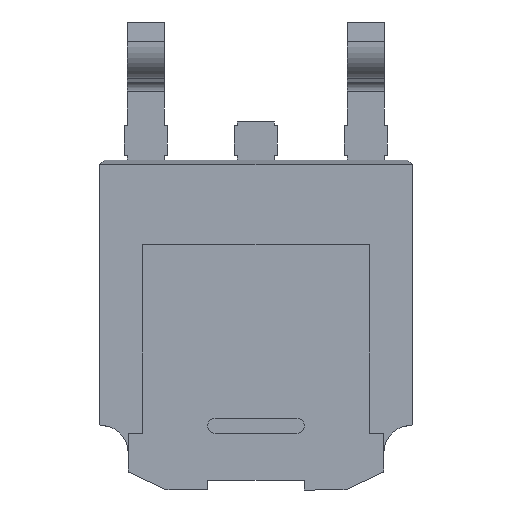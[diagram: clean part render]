
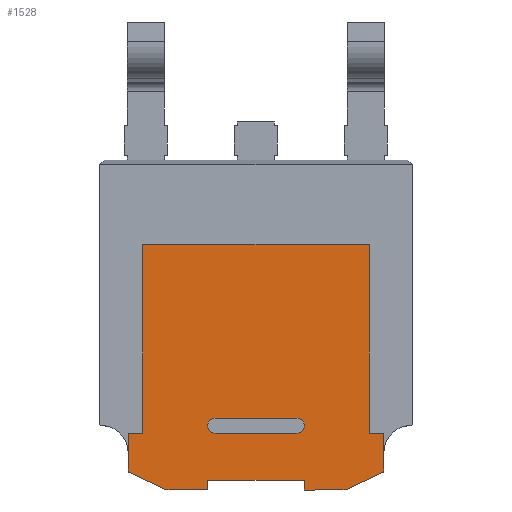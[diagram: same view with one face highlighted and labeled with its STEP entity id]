
A CAD part, front view. The second image highlights one B-rep face of the part: STEP entity #1528.
In plain terms, the highlighted planar face has unit normal (0, -1, 0).
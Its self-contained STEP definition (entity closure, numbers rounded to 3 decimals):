
#39 = ORIENTED_EDGE ( 'NONE', *, *, #810, .F. ) ;
#56 = LINE ( 'NONE', #3661, #2498 ) ;
#74 = CARTESIAN_POINT ( 'NONE',  ( -2.65, 0., -2.623 ) ) ;
#82 = EDGE_CURVE ( 'NONE', #3050, #2670, #425, .T. ) ;
#83 = EDGE_LOOP ( 'NONE', ( #931, #483, #2480, #342 ) ) ;
#90 = LINE ( 'NONE', #2492, #3225 ) ;
#106 = DIRECTION ( 'NONE',  ( 0., 0., -1. ) ) ;
#134 = LINE ( 'NONE', #3367, #1459 ) ;
#142 = EDGE_CURVE ( 'NONE', #896, #824, #562, .T. ) ;
#147 = DIRECTION ( 'NONE',  ( -0.906, 0., -0.423 ) ) ;
#150 = DIRECTION ( 'NONE',  ( -1., 0., 0. ) ) ;
#196 = CARTESIAN_POINT ( 'NONE',  ( 0.848, 0., -2.308 ) ) ;
#210 = CARTESIAN_POINT ( 'NONE',  ( -1., 0., -3.801 ) ) ;
#216 = CIRCLE ( 'NONE', #2348, 0.158 ) ;
#312 = CARTESIAN_POINT ( 'NONE',  ( 2.35, 0., -2.623 ) ) ;
#342 = ORIENTED_EDGE ( 'NONE', *, *, #840, .T. ) ;
#370 = ORIENTED_EDGE ( 'NONE', *, *, #2327, .F. ) ;
#405 = VECTOR ( 'NONE', #3164, 1000. ) ;
#425 = LINE ( 'NONE', #1374, #2755 ) ;
#474 = DIRECTION ( 'NONE',  ( 0., 0., 1. ) ) ;
#480 = VERTEX_POINT ( 'NONE', #584 ) ;
#483 = ORIENTED_EDGE ( 'NONE', *, *, #1743, .T. ) ;
#491 = VERTEX_POINT ( 'NONE', #2138 ) ;
#511 = CARTESIAN_POINT ( 'NONE',  ( 2.65, 0., -3.428 ) ) ;
#518 = DIRECTION ( 'NONE',  ( 1., 0., 0. ) ) ;
#541 = CARTESIAN_POINT ( 'NONE',  ( -0.848, 0., -2.623 ) ) ;
#549 = FACE_OUTER_BOUND ( 'NONE', #2473, .T. ) ;
#562 = CIRCLE ( 'NONE', #2313, 0.158 ) ;
#571 = DIRECTION ( 'NONE',  ( 1., 0., 0. ) ) ;
#575 = CARTESIAN_POINT ( 'NONE',  ( 0., 0., 0. ) ) ;
#584 = CARTESIAN_POINT ( 'NONE',  ( 1.85, 0., -3.801 ) ) ;
#598 = CARTESIAN_POINT ( 'NONE',  ( 0.848, 0., -2.466 ) ) ;
#608 = VECTOR ( 'NONE', #1673, 1000. ) ;
#616 = DIRECTION ( 'NONE',  ( -1., 0., 0. ) ) ;
#644 = DIRECTION ( 'NONE',  ( 0., 1., 0. ) ) ;
#649 = CARTESIAN_POINT ( 'NONE',  ( -2.65, 0., -3.428 ) ) ;
#656 = VECTOR ( 'NONE', #2354, 1000. ) ;
#658 = LINE ( 'NONE', #2832, #2049 ) ;
#670 = VERTEX_POINT ( 'NONE', #2668 ) ;
#700 = VECTOR ( 'NONE', #571, 1000. ) ;
#747 = LINE ( 'NONE', #1919, #608 ) ;
#770 = CARTESIAN_POINT ( 'NONE',  ( -1.85, 0., -3.801 ) ) ;
#775 = EDGE_CURVE ( 'NONE', #3701, #3050, #658, .T. ) ;
#808 = VERTEX_POINT ( 'NONE', #210 ) ;
#810 = EDGE_CURVE ( 'NONE', #3370, #491, #747, .T. ) ;
#824 = VERTEX_POINT ( 'NONE', #1932 ) ;
#837 = CARTESIAN_POINT ( 'NONE',  ( -0.848, 0., -2.308 ) ) ;
#840 = EDGE_CURVE ( 'NONE', #3352, #896, #2376, .T. ) ;
#886 = ORIENTED_EDGE ( 'NONE', *, *, #2515, .F. ) ;
#896 = VERTEX_POINT ( 'NONE', #2569 ) ;
#931 = ORIENTED_EDGE ( 'NONE', *, *, #142, .T. ) ;
#1062 = CARTESIAN_POINT ( 'NONE',  ( -2.35, 0., -2.623 ) ) ;
#1097 = EDGE_CURVE ( 'NONE', #480, #2029, #134, .T. ) ;
#1156 = CARTESIAN_POINT ( 'NONE',  ( -1., 0., -3.601 ) ) ;
#1190 = VERTEX_POINT ( 'NONE', #1965 ) ;
#1304 = VECTOR ( 'NONE', #3258, 1000. ) ;
#1333 = EDGE_CURVE ( 'NONE', #2670, #480, #3729, .T. ) ;
#1337 = ORIENTED_EDGE ( 'NONE', *, *, #2789, .F. ) ;
#1374 = CARTESIAN_POINT ( 'NONE',  ( 2.65, 0., -3.428 ) ) ;
#1459 = VECTOR ( 'NONE', #150, 1000. ) ;
#1513 = ORIENTED_EDGE ( 'NONE', *, *, #82, .F. ) ;
#1528 = ADVANCED_FACE ( 'NONE', ( #3724, #549 ), #2308, .F. ) ;
#1550 = EDGE_CURVE ( 'NONE', #3334, #3352, #216, .T. ) ;
#1554 = CARTESIAN_POINT ( 'NONE',  ( -2.65, 0., -3.428 ) ) ;
#1577 = VECTOR ( 'NONE', #1784, 1000. ) ;
#1640 = ORIENTED_EDGE ( 'NONE', *, *, #3235, .F. ) ;
#1660 = DIRECTION ( 'NONE',  ( -1., 0., 0. ) ) ;
#1673 = DIRECTION ( 'NONE',  ( 0., 0., 1. ) ) ;
#1689 = CARTESIAN_POINT ( 'NONE',  ( 2.65, 0., -2.623 ) ) ;
#1708 = LINE ( 'NONE', #649, #1304 ) ;
#1743 = EDGE_CURVE ( 'NONE', #824, #3334, #56, .T. ) ;
#1784 = DIRECTION ( 'NONE',  ( 0., 0., 1. ) ) ;
#1808 = CARTESIAN_POINT ( 'NONE',  ( -2.65, 0., -2.623 ) ) ;
#1823 = EDGE_CURVE ( 'NONE', #670, #3701, #1990, .T. ) ;
#1875 = VERTEX_POINT ( 'NONE', #3575 ) ;
#1919 = CARTESIAN_POINT ( 'NONE',  ( -2.35, 0., 1.299 ) ) ;
#1932 = CARTESIAN_POINT ( 'NONE',  ( 0.848, 0., -2.623 ) ) ;
#1965 = CARTESIAN_POINT ( 'NONE',  ( -1., 0., -3.601 ) ) ;
#1968 = ORIENTED_EDGE ( 'NONE', *, *, #2207, .F. ) ;
#1990 = LINE ( 'NONE', #312, #656 ) ;
#1998 = CARTESIAN_POINT ( 'NONE',  ( 1., 0., -3.801 ) ) ;
#2010 = ORIENTED_EDGE ( 'NONE', *, *, #1097, .F. ) ;
#2029 = VERTEX_POINT ( 'NONE', #1998 ) ;
#2030 = DIRECTION ( 'NONE',  ( 0., 0., 1. ) ) ;
#2049 = VECTOR ( 'NONE', #518, 1000. ) ;
#2075 = DIRECTION ( 'NONE',  ( 0., 0., 1. ) ) ;
#2138 = CARTESIAN_POINT ( 'NONE',  ( -2.35, 0., 1.299 ) ) ;
#2150 = ORIENTED_EDGE ( 'NONE', *, *, #1823, .F. ) ;
#2163 = VERTEX_POINT ( 'NONE', #74 ) ;
#2169 = EDGE_CURVE ( 'NONE', #2448, #2163, #2539, .T. ) ;
#2207 = EDGE_CURVE ( 'NONE', #2575, #2448, #1708, .T. ) ;
#2211 = CARTESIAN_POINT ( 'NONE',  ( 1.85, 0., -3.801 ) ) ;
#2221 = AXIS2_PLACEMENT_3D ( 'NONE', #575, #2873, #3451 ) ;
#2245 = DIRECTION ( 'NONE',  ( 1., 0., 0. ) ) ;
#2294 = CARTESIAN_POINT ( 'NONE',  ( 2.35, 0., 1.299 ) ) ;
#2308 = PLANE ( 'NONE',  #2221 ) ;
#2313 = AXIS2_PLACEMENT_3D ( 'NONE', #598, #3208, #2030 ) ;
#2323 = LINE ( 'NONE', #2294, #700 ) ;
#2327 = EDGE_CURVE ( 'NONE', #1875, #1190, #2408, .T. ) ;
#2348 = AXIS2_PLACEMENT_3D ( 'NONE', #2359, #644, #2075 ) ;
#2354 = DIRECTION ( 'NONE',  ( 0., 0., -1. ) ) ;
#2359 = CARTESIAN_POINT ( 'NONE',  ( -0.848, 0., -2.466 ) ) ;
#2376 = LINE ( 'NONE', #196, #2464 ) ;
#2406 = DIRECTION ( 'NONE',  ( -1., 0., 0. ) ) ;
#2408 = LINE ( 'NONE', #1156, #3095 ) ;
#2448 = VERTEX_POINT ( 'NONE', #1554 ) ;
#2450 = ORIENTED_EDGE ( 'NONE', *, *, #3256, .F. ) ;
#2455 = EDGE_CURVE ( 'NONE', #1190, #808, #2582, .T. ) ;
#2464 = VECTOR ( 'NONE', #2245, 1000. ) ;
#2473 = EDGE_LOOP ( 'NONE', ( #370, #886, #2010, #3509, #1513, #3571, #2150, #2450, #39, #1640, #2601, #1968, #1337, #3039 ) ) ;
#2480 = ORIENTED_EDGE ( 'NONE', *, *, #1550, .T. ) ;
#2492 = CARTESIAN_POINT ( 'NONE',  ( 1., 0., -3.601 ) ) ;
#2498 = VECTOR ( 'NONE', #1660, 1000. ) ;
#2515 = EDGE_CURVE ( 'NONE', #2029, #1875, #90, .T. ) ;
#2539 = LINE ( 'NONE', #1808, #1577 ) ;
#2569 = CARTESIAN_POINT ( 'NONE',  ( 0.848, 0., -2.308 ) ) ;
#2575 = VERTEX_POINT ( 'NONE', #770 ) ;
#2582 = LINE ( 'NONE', #3594, #3133 ) ;
#2601 = ORIENTED_EDGE ( 'NONE', *, *, #2169, .F. ) ;
#2642 = VECTOR ( 'NONE', #147, 1000. ) ;
#2649 = CARTESIAN_POINT ( 'NONE',  ( -2.35, 0., -2.623 ) ) ;
#2668 = CARTESIAN_POINT ( 'NONE',  ( 2.35, 0., 1.299 ) ) ;
#2670 = VERTEX_POINT ( 'NONE', #511 ) ;
#2752 = CARTESIAN_POINT ( 'NONE',  ( 2.35, 0., -2.623 ) ) ;
#2755 = VECTOR ( 'NONE', #3752, 1000. ) ;
#2789 = EDGE_CURVE ( 'NONE', #808, #2575, #2975, .T. ) ;
#2832 = CARTESIAN_POINT ( 'NONE',  ( 2.65, 0., -2.623 ) ) ;
#2873 = DIRECTION ( 'NONE',  ( 0., 1., 0. ) ) ;
#2975 = LINE ( 'NONE', #3564, #3539 ) ;
#3039 = ORIENTED_EDGE ( 'NONE', *, *, #2455, .F. ) ;
#3050 = VERTEX_POINT ( 'NONE', #1689 ) ;
#3095 = VECTOR ( 'NONE', #616, 1000. ) ;
#3133 = VECTOR ( 'NONE', #106, 1000. ) ;
#3164 = DIRECTION ( 'NONE',  ( 1., 0., 0. ) ) ;
#3208 = DIRECTION ( 'NONE',  ( 0., 1., 0. ) ) ;
#3225 = VECTOR ( 'NONE', #474, 1000. ) ;
#3235 = EDGE_CURVE ( 'NONE', #2163, #3370, #3588, .T. ) ;
#3256 = EDGE_CURVE ( 'NONE', #491, #670, #2323, .T. ) ;
#3258 = DIRECTION ( 'NONE',  ( -0.906, 0., 0.423 ) ) ;
#3334 = VERTEX_POINT ( 'NONE', #541 ) ;
#3352 = VERTEX_POINT ( 'NONE', #837 ) ;
#3367 = CARTESIAN_POINT ( 'NONE',  ( 1., 0., -3.801 ) ) ;
#3370 = VERTEX_POINT ( 'NONE', #2649 ) ;
#3451 = DIRECTION ( 'NONE',  ( 0., 0., 1. ) ) ;
#3509 = ORIENTED_EDGE ( 'NONE', *, *, #1333, .F. ) ;
#3539 = VECTOR ( 'NONE', #2406, 1000. ) ;
#3564 = CARTESIAN_POINT ( 'NONE',  ( -1.85, 0., -3.801 ) ) ;
#3571 = ORIENTED_EDGE ( 'NONE', *, *, #775, .F. ) ;
#3575 = CARTESIAN_POINT ( 'NONE',  ( 1., 0., -3.601 ) ) ;
#3588 = LINE ( 'NONE', #1062, #405 ) ;
#3594 = CARTESIAN_POINT ( 'NONE',  ( -1., 0., -3.801 ) ) ;
#3661 = CARTESIAN_POINT ( 'NONE',  ( -0.848, 0., -2.623 ) ) ;
#3701 = VERTEX_POINT ( 'NONE', #2752 ) ;
#3724 = FACE_BOUND ( 'NONE', #83, .T. ) ;
#3729 = LINE ( 'NONE', #2211, #2642 ) ;
#3752 = DIRECTION ( 'NONE',  ( 0., 0., -1. ) ) ;
